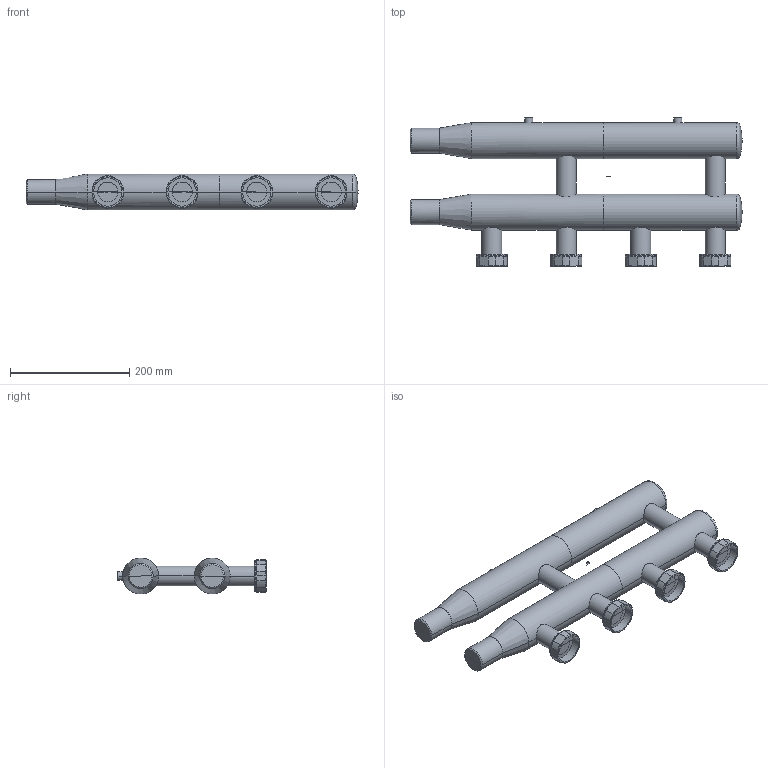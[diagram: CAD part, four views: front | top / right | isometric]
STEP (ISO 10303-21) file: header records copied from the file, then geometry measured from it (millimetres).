
FILE_DESCRIPTION(('CATIA V5 STEP Exchange'),'2;1');
FILE_NAME('STEP_550020_-_TST.stp','2019-05-14T06:02:20+00:00',('none'),('none'),'CATIA Version 5-6 Release 2016 SP4','CATIA V5 STEP AP203','none');
FILE_SCHEMA(('CONFIG_CONTROL_DESIGN'));
Length unit declared in the file: millimetre
Products named in the file (1): 550020 - TST
Bounding box: 556.92 x 248.67 x 60.3 mm (x, y, z)
Volume: 3293166.8 mm3; surface area: 283937.5 mm2
Topology: 7 solids, 9 shells, 238 faces, 652 edges, 424 vertices
Faces by surface type: cone 80, plane 74, cylinder 68, torus 12, bspline 4
Entity records: 8887 total; most frequent: CARTESIAN_POINT 3452, ORIENTED_EDGE 1290, DIRECTION 830, EDGE_CURVE 648, AXIS2_PLACEMENT_3D 436, VERTEX_POINT 424, B_SPLINE_CURVE_WITH_KNOTS 304, ADVANCED_FACE 238
